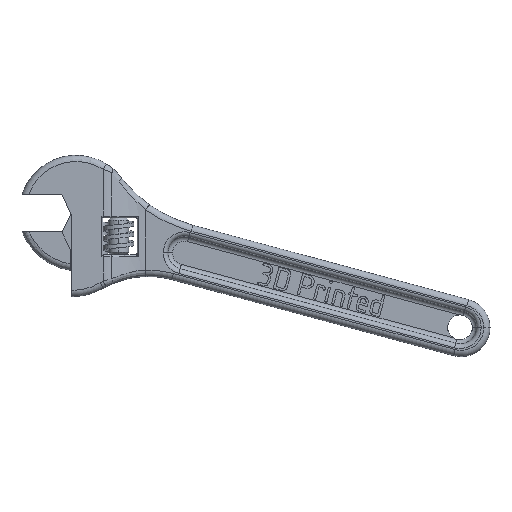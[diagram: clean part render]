
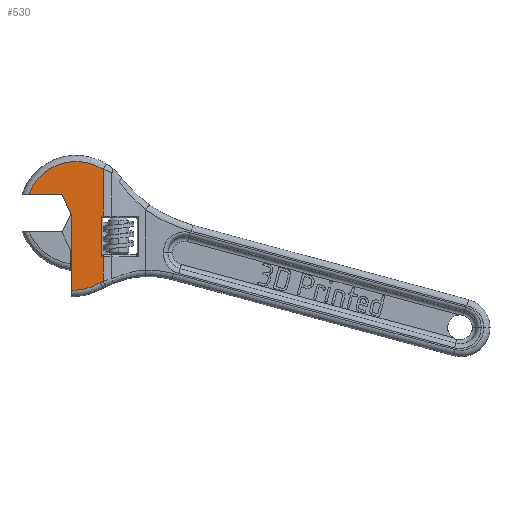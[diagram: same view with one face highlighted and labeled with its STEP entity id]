
A CAD part, top view. The second image highlights one B-rep face of the part: STEP entity #530.
In plain terms, the highlighted planar face has unit normal (0, 0, 1).
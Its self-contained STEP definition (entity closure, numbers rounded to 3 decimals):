
#530=ADVANCED_FACE('',(#1363),#1364,.T.);
#1363=FACE_OUTER_BOUND('',#2578,.T.);
#1364=PLANE('',#2579);
#2578=EDGE_LOOP('',(#5713,#5714,#5715,#5716,#5717,#5718,#5719,#5720,#5721,#5722,#5723));
#2579=AXIS2_PLACEMENT_3D('',#5724,#5725,#5726);
#5713=ORIENTED_EDGE('',*,*,#9329,.T.);
#5714=ORIENTED_EDGE('',*,*,#9330,.T.);
#5715=ORIENTED_EDGE('',*,*,#9331,.T.);
#5716=ORIENTED_EDGE('',*,*,#9216,.T.);
#5717=ORIENTED_EDGE('',*,*,#9332,.T.);
#5718=ORIENTED_EDGE('',*,*,#9333,.T.);
#5719=ORIENTED_EDGE('',*,*,#9334,.T.);
#5720=ORIENTED_EDGE('',*,*,#9335,.T.);
#5721=ORIENTED_EDGE('',*,*,#9336,.T.);
#5722=ORIENTED_EDGE('',*,*,#9251,.T.);
#5723=ORIENTED_EDGE('',*,*,#9337,.T.);
#5724=CARTESIAN_POINT('',(-8.569,51.489,11.0));
#5725=DIRECTION('',(0.0,0.0,1.0));
#5726=DIRECTION('',(1.0,0.0,0.0));
#9216=EDGE_CURVE('',#10663,#10664,#10665,.T.);
#9251=EDGE_CURVE('',#10725,#10726,#10727,.T.);
#9329=EDGE_CURVE('',#10865,#10866,#10867,.T.);
#9330=EDGE_CURVE('',#10866,#10868,#10869,.T.);
#9331=EDGE_CURVE('',#10868,#10663,#10870,.T.);
#9332=EDGE_CURVE('',#10664,#10871,#10872,.T.);
#9333=EDGE_CURVE('',#10871,#10873,#10874,.T.);
#9334=EDGE_CURVE('',#10873,#10875,#10876,.T.);
#9335=EDGE_CURVE('',#10875,#10877,#10878,.T.);
#9336=EDGE_CURVE('',#10877,#10725,#10879,.T.);
#9337=EDGE_CURVE('',#10726,#10865,#10880,.T.);
#10663=VERTEX_POINT('',#12787);
#10664=VERTEX_POINT('',#12788);
#10665=B_SPLINE_CURVE_WITH_KNOTS('',1,(#12789,#12790),.UNSPECIFIED.,.F.,.F.,(2,2),(0.028,0.87),.UNSPECIFIED.);
#10725=VERTEX_POINT('',#12930);
#10726=VERTEX_POINT('',#12931);
#10727=CIRCLE('',#12932,31.263);
#10865=VERTEX_POINT('',#13186);
#10866=VERTEX_POINT('',#13187);
#10867=LINE('',#13188,#13189);
#10868=VERTEX_POINT('',#13190);
#10869=LINE('',#13191,#13192);
#10870=LINE('',#13193,#13194);
#10871=VERTEX_POINT('',#13195);
#10872=CIRCLE('',#13196,16.285);
#10873=VERTEX_POINT('',#13197);
#10874=LINE('',#13198,#13199);
#10875=VERTEX_POINT('',#13200);
#10876=LINE('',#13201,#13202);
#10877=VERTEX_POINT('',#13203);
#10878=LINE('',#13204,#13205);
#10879=CIRCLE('',#13206,18.336);
#10880=B_SPLINE_CURVE_WITH_KNOTS('',1,(#13207,#13208),.UNSPECIFIED.,.F.,.F.,(2,2),(0.212,0.953),.UNSPECIFIED.);
#12787=CARTESIAN_POINT('',(-48.675,12.5,11.0));
#12788=CARTESIAN_POINT('',(-48.675,27.517,11.0));
#12789=CARTESIAN_POINT('',(-48.675,12.5,11.0));
#12790=CARTESIAN_POINT('',(-48.675,27.517,11.0));
#12930=CARTESIAN_POINT('',(-49.665,-9.002,11.0));
#12931=CARTESIAN_POINT('',(-48.675,-8.461,11.0));
#12932=AXIS2_PLACEMENT_3D('',#17029,#17030,#17031);
#13186=CARTESIAN_POINT('',(-48.675,-0.5,11.0));
#13187=CARTESIAN_POINT('',(-49.247,-0.5,11.0));
#13188=CARTESIAN_POINT('',(-48.747,-0.5,11.0));
#13189=VECTOR('',#17093,1000.0);
#13190=CARTESIAN_POINT('',(-49.247,12.5,11.0));
#13191=CARTESIAN_POINT('',(-49.247,12.5,11.0));
#13192=VECTOR('',#17094,1000.0);
#13193=CARTESIAN_POINT('',(-8.569,12.5,11.0));
#13194=VECTOR('',#17095,1000.0);
#13195=CARTESIAN_POINT('',(-72.641,19.453,11.0));
#13196=AXIS2_PLACEMENT_3D('',#17096,#17097,#17098);
#13197=CARTESIAN_POINT('',(-62.027,19.453,11.0));
#13198=CARTESIAN_POINT('',(-68.394,19.453,11.0));
#13199=VECTOR('',#17099,1000.0);
#13200=CARTESIAN_POINT('',(-58.747,12.7,11.0));
#13201=CARTESIAN_POINT('',(-60.387,16.076,11.0));
#13202=VECTOR('',#17100,1000.0);
#13203=CARTESIAN_POINT('',(-58.747,-11.409,11.0));
#13204=CARTESIAN_POINT('',(-58.747,-0.355,11.0));
#13205=VECTOR('',#17101,1000.0);
#13206=AXIS2_PLACEMENT_3D('',#17102,#17103,#17104);
#13207=CARTESIAN_POINT('',(-48.675,-8.461,11.0));
#13208=CARTESIAN_POINT('',(-48.675,-0.5,11.0));
#17029=CARTESIAN_POINT('',(-34.181,-36.161,11.0));
#17030=DIRECTION('',(0.0,0.0,-1.0));
#17031=DIRECTION('',(1.0,0.0,0.0));
#17093=DIRECTION('',(-1.0,0.0,0.0));
#17094=DIRECTION('',(0.0,1.0,0.0));
#17095=DIRECTION('',(1.0,0.0,0.0));
#17096=CARTESIAN_POINT('',(-57.385,13.757,11.0));
#17097=DIRECTION('',(0.0,0.0,1.0));
#17098=DIRECTION('',(1.0,0.0,0.0));
#17099=DIRECTION('',(1.0,0.0,0.0));
#17100=DIRECTION('',(0.437,-0.9,0.0));
#17101=DIRECTION('',(0.,-1.0,0.0));
#17102=CARTESIAN_POINT('',(-58.747,6.927,11.0));
#17103=DIRECTION('',(0.0,0.0,1.0));
#17104=DIRECTION('',(1.0,0.0,0.0));
